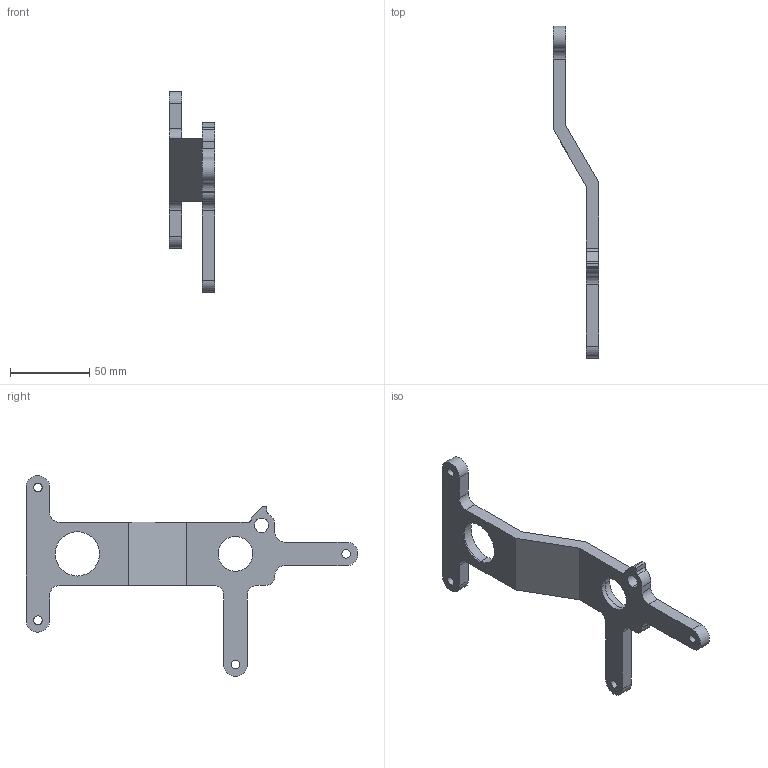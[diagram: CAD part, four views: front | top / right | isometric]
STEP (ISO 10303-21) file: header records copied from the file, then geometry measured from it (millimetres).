
FILE_DESCRIPTION (( 'STEP AP214' ), '1' );
FILE_NAME ('demi_support_droit.STEP', '2019-11-23T16:29:00', ( '' ), ( '' ), 'SwSTEP 2.0', 'SolidWorks 2018', '' );
FILE_SCHEMA (( 'AUTOMOTIVE_DESIGN' ));
Length unit declared in the file: millimetre
Products named in the file (1): demi_support_droit
Bounding box: 29 x 210 x 127 mm (x, y, z)
Volume: 62533.3 mm3; surface area: 23691.4 mm2
Topology: 1 solids, 1 shells, 57 faces, 159 edges, 106 vertices
Faces by surface type: cylinder 33, plane 24
Entity records: 1943 total; most frequent: DIRECTION 341, CARTESIAN_POINT 323, ORIENTED_EDGE 318, EDGE_CURVE 159, AXIS2_PLACEMENT_3D 124, VERTEX_POINT 106, LINE 93, VECTOR 93
